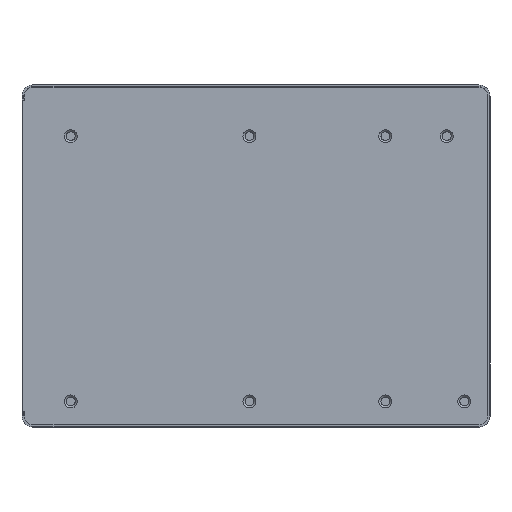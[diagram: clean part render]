
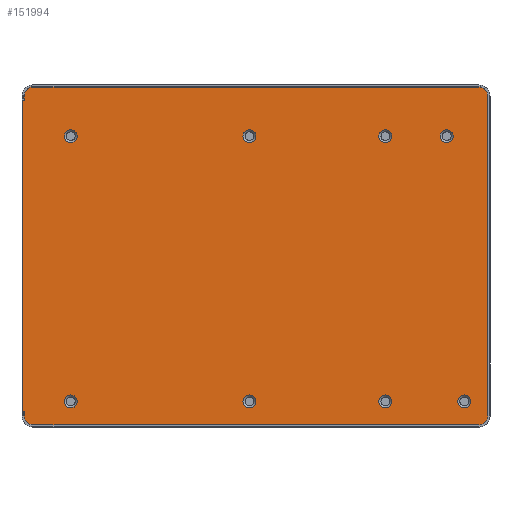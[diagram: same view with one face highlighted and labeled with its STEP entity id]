
A CAD part, top view. The second image highlights one B-rep face of the part: STEP entity #151994.
In plain terms, the highlighted planar face has unit normal (0, 0, 1).
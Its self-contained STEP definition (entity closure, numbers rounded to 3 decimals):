
#147=LINE('',#208193,#21430);
#166=LINE('',#208234,#21449);
#172=LINE('',#208255,#21455);
#177=LINE('',#208265,#21460);
#180=LINE('',#208341,#21463);
#184=LINE('',#208353,#21467);
#189=LINE('',#208370,#21472);
#191=LINE('',#208373,#21474);
#21430=VECTOR('',#169094,14.2);
#21449=VECTOR('',#169131,0.1);
#21455=VECTOR('',#169159,0.1);
#21460=VECTOR('',#169166,0.2);
#21463=VECTOR('',#169257,14.6);
#21467=VECTOR('',#169269,20.34);
#21472=VECTOR('',#169288,20.34);
#21474=VECTOR('',#169292,0.2);
#42736=PLANE('',#160174);
#50442=FACE_BOUND('',#59746,.T.);
#50443=FACE_BOUND('',#59747,.T.);
#50444=FACE_BOUND('',#59748,.T.);
#50445=FACE_BOUND('',#59749,.T.);
#50446=FACE_BOUND('',#59750,.T.);
#50447=FACE_BOUND('',#59751,.T.);
#50448=FACE_BOUND('',#59752,.T.);
#50449=FACE_BOUND('',#59753,.T.);
#51583=FACE_OUTER_BOUND('',#59745,.T.);
#59745=EDGE_LOOP('',(#106073,#106074,#106075,#106076,#106077,#106078,#106079,
#106080,#106081,#106082,#106083,#106084));
#59746=EDGE_LOOP('',(#106085));
#59747=EDGE_LOOP('',(#106086));
#59748=EDGE_LOOP('',(#106087));
#59749=EDGE_LOOP('',(#106088));
#59750=EDGE_LOOP('',(#106089));
#59751=EDGE_LOOP('',(#106090));
#59752=EDGE_LOOP('',(#106091));
#59753=EDGE_LOOP('',(#106092));
#68892=CIRCLE('',#160120,0.295);
#68895=CIRCLE('',#160125,0.295);
#68898=CIRCLE('',#160130,0.295);
#68901=CIRCLE('',#160135,0.295);
#68904=CIRCLE('',#160140,0.295);
#68907=CIRCLE('',#160145,0.295);
#68910=CIRCLE('',#160150,0.295);
#68913=CIRCLE('',#160155,0.295);
#68916=CIRCLE('',#160160,0.4);
#68918=CIRCLE('',#160164,0.4);
#68920=CIRCLE('',#160168,0.4);
#68922=CIRCLE('',#160171,0.4);
#69711=VERTEX_POINT('',#208190);
#69712=VERTEX_POINT('',#208192);
#69724=VERTEX_POINT('',#208231);
#69729=VERTEX_POINT('',#208252);
#69733=VERTEX_POINT('',#208263);
#69734=VERTEX_POINT('',#208267);
#69737=VERTEX_POINT('',#208275);
#69740=VERTEX_POINT('',#208283);
#69743=VERTEX_POINT('',#208291);
#69746=VERTEX_POINT('',#208299);
#69749=VERTEX_POINT('',#208307);
#69752=VERTEX_POINT('',#208315);
#69755=VERTEX_POINT('',#208323);
#69758=VERTEX_POINT('',#208331);
#69759=VERTEX_POINT('',#208332);
#69762=VERTEX_POINT('',#208340);
#69764=VERTEX_POINT('',#208346);
#69766=VERTEX_POINT('',#208352);
#69768=VERTEX_POINT('',#208361);
#69769=VERTEX_POINT('',#208362);
#83786=EDGE_CURVE('',#69711,#69712,#147,.T.);
#83807=EDGE_CURVE('',#69711,#69724,#166,.T.);
#83815=EDGE_CURVE('',#69712,#69729,#172,.T.);
#83820=EDGE_CURVE('',#69733,#69724,#177,.T.);
#83821=EDGE_CURVE('',#69734,#69734,#68892,.T.);
#83824=EDGE_CURVE('',#69737,#69737,#68895,.T.);
#83827=EDGE_CURVE('',#69740,#69740,#68898,.T.);
#83830=EDGE_CURVE('',#69743,#69743,#68901,.T.);
#83833=EDGE_CURVE('',#69746,#69746,#68904,.T.);
#83836=EDGE_CURVE('',#69749,#69749,#68907,.T.);
#83839=EDGE_CURVE('',#69752,#69752,#68910,.T.);
#83842=EDGE_CURVE('',#69755,#69755,#68913,.T.);
#83845=EDGE_CURVE('',#69758,#69759,#68916,.T.);
#83849=EDGE_CURVE('',#69759,#69762,#180,.T.);
#83852=EDGE_CURVE('',#69762,#69764,#68918,.T.);
#83855=EDGE_CURVE('',#69764,#69766,#184,.T.);
#83858=EDGE_CURVE('',#69766,#69733,#68920,.T.);
#83860=EDGE_CURVE('',#69768,#69769,#68922,.T.);
#83864=EDGE_CURVE('',#69769,#69758,#189,.T.);
#83866=EDGE_CURVE('',#69729,#69768,#191,.T.);
#106073=ORIENTED_EDGE('',*,*,#83845,.F.);
#106074=ORIENTED_EDGE('',*,*,#83864,.F.);
#106075=ORIENTED_EDGE('',*,*,#83860,.F.);
#106076=ORIENTED_EDGE('',*,*,#83866,.F.);
#106077=ORIENTED_EDGE('',*,*,#83815,.F.);
#106078=ORIENTED_EDGE('',*,*,#83786,.F.);
#106079=ORIENTED_EDGE('',*,*,#83807,.T.);
#106080=ORIENTED_EDGE('',*,*,#83820,.F.);
#106081=ORIENTED_EDGE('',*,*,#83858,.F.);
#106082=ORIENTED_EDGE('',*,*,#83855,.F.);
#106083=ORIENTED_EDGE('',*,*,#83852,.F.);
#106084=ORIENTED_EDGE('',*,*,#83849,.F.);
#106085=ORIENTED_EDGE('',*,*,#83821,.T.);
#106086=ORIENTED_EDGE('',*,*,#83824,.T.);
#106087=ORIENTED_EDGE('',*,*,#83827,.T.);
#106088=ORIENTED_EDGE('',*,*,#83830,.T.);
#106089=ORIENTED_EDGE('',*,*,#83833,.T.);
#106090=ORIENTED_EDGE('',*,*,#83836,.T.);
#106091=ORIENTED_EDGE('',*,*,#83839,.T.);
#106092=ORIENTED_EDGE('',*,*,#83842,.T.);
#151994=ADVANCED_FACE('',(#51583,#50442,#50443,#50444,#50445,#50446,#50447,
#50448,#50449),#42736,.T.);
#160120=AXIS2_PLACEMENT_3D('',#208268,#169169,#169170);
#160125=AXIS2_PLACEMENT_3D('',#208276,#169179,#169180);
#160130=AXIS2_PLACEMENT_3D('',#208284,#169189,#169190);
#160135=AXIS2_PLACEMENT_3D('',#208292,#169199,#169200);
#160140=AXIS2_PLACEMENT_3D('',#208300,#169209,#169210);
#160145=AXIS2_PLACEMENT_3D('',#208308,#169219,#169220);
#160150=AXIS2_PLACEMENT_3D('',#208316,#169229,#169230);
#160155=AXIS2_PLACEMENT_3D('',#208324,#169239,#169240);
#160160=AXIS2_PLACEMENT_3D('',#208333,#169249,#169250);
#160164=AXIS2_PLACEMENT_3D('',#208347,#169262,#169263);
#160168=AXIS2_PLACEMENT_3D('',#208358,#169274,#169275);
#160171=AXIS2_PLACEMENT_3D('',#208363,#169280,#169281);
#160174=AXIS2_PLACEMENT_3D('',#208372,#169290,#169291);
#169094=DIRECTION('',(0.,1.,0.));
#169131=DIRECTION('',(1.,0.,0.));
#169159=DIRECTION('',(1.,0.,0.));
#169166=DIRECTION('',(0.,1.,0.));
#169169=DIRECTION('center_axis',(0.,0.,
-1.));
#169170=DIRECTION('ref_axis',(0.,-1.,0.));
#169179=DIRECTION('center_axis',(0.,0.,
-1.));
#169180=DIRECTION('ref_axis',(0.,-1.,0.));
#169189=DIRECTION('center_axis',(0.,0.,
-1.));
#169190=DIRECTION('ref_axis',(0.,-1.,0.));
#169199=DIRECTION('center_axis',(0.,0.,
-1.));
#169200=DIRECTION('ref_axis',(0.,-1.,0.));
#169209=DIRECTION('center_axis',(0.,0.,
-1.));
#169210=DIRECTION('ref_axis',(0.,-1.,0.));
#169219=DIRECTION('center_axis',(0.,0.,
-1.));
#169220=DIRECTION('ref_axis',(0.,-1.,0.));
#169229=DIRECTION('center_axis',(0.,0.,
-1.));
#169230=DIRECTION('ref_axis',(0.,-1.,0.));
#169239=DIRECTION('center_axis',(0.,0.,
-1.));
#169240=DIRECTION('ref_axis',(0.,-1.,0.));
#169249=DIRECTION('center_axis',(0.,0.,
-1.));
#169250=DIRECTION('ref_axis',(-1.,0.,0.));
#169257=DIRECTION('',(0.,-1.,0.));
#169262=DIRECTION('center_axis',(0.,0.,
-1.));
#169263=DIRECTION('ref_axis',(0.,1.,0.));
#169269=DIRECTION('',(-1.,0.,0.));
#169274=DIRECTION('center_axis',(0.,0.,
-1.));
#169275=DIRECTION('ref_axis',(1.,0.,0.));
#169280=DIRECTION('center_axis',(0.,0.,
-1.));
#169281=DIRECTION('ref_axis',(0.,-1.,0.));
#169288=DIRECTION('',(1.,0.,0.));
#169290=DIRECTION('center_axis',(0.,0.,
1.));
#169291=DIRECTION('ref_axis',(-1.,0.,0.));
#169292=DIRECTION('',(0.,1.,0.));
#208190=CARTESIAN_POINT('',(-6.572,-4.162,3.115));
#208192=CARTESIAN_POINT('',(-6.572,10.038,3.115));
#208193=CARTESIAN_POINT('',(-6.572,-4.162,3.115));
#208231=CARTESIAN_POINT('',(-6.472,-4.162,3.115));
#208234=CARTESIAN_POINT('',(-6.572,-4.162,3.115));
#208252=CARTESIAN_POINT('',(-6.472,10.038,3.115));
#208255=CARTESIAN_POINT('',(-6.572,10.038,3.115));
#208263=CARTESIAN_POINT('',(-6.472,-4.362,3.115));
#208265=CARTESIAN_POINT('',(-6.472,-4.362,3.115));
#208267=CARTESIAN_POINT('',(10.003,8.103,3.115));
#208268=CARTESIAN_POINT('Origin',(10.003,8.398,3.115));
#208275=CARTESIAN_POINT('',(-4.347,8.103,3.115));
#208276=CARTESIAN_POINT('Origin',(-4.347,8.398,3.115));
#208283=CARTESIAN_POINT('',(3.803,-3.997,3.115));
#208284=CARTESIAN_POINT('Origin',(3.803,-3.702,3.115));
#208291=CARTESIAN_POINT('',(13.603,-3.997,3.115));
#208292=CARTESIAN_POINT('Origin',(13.603,-3.702,3.115));
#208299=CARTESIAN_POINT('',(10.003,-3.997,3.115));
#208300=CARTESIAN_POINT('Origin',(10.003,-3.702,3.115));
#208307=CARTESIAN_POINT('',(3.803,8.103,3.115));
#208308=CARTESIAN_POINT('Origin',(3.803,8.398,3.115));
#208315=CARTESIAN_POINT('',(-4.347,-3.997,3.115));
#208316=CARTESIAN_POINT('Origin',(-4.347,-3.702,3.115));
#208323=CARTESIAN_POINT('',(12.803,8.103,3.115));
#208324=CARTESIAN_POINT('Origin',(12.803,8.398,3.115));
#208331=CARTESIAN_POINT('',(14.268,10.638,3.115));
#208332=CARTESIAN_POINT('',(14.668,10.238,3.115));
#208333=CARTESIAN_POINT('Origin',(14.268,10.238,3.115));
#208340=CARTESIAN_POINT('',(14.668,-4.362,3.115));
#208341=CARTESIAN_POINT('',(14.668,10.238,3.115));
#208346=CARTESIAN_POINT('',(14.268,-4.762,3.115));
#208347=CARTESIAN_POINT('Origin',(14.268,-4.362,3.115));
#208352=CARTESIAN_POINT('',(-6.072,-4.762,3.115));
#208353=CARTESIAN_POINT('',(14.268,-4.762,3.115));
#208358=CARTESIAN_POINT('Origin',(-6.072,-4.362,3.115));
#208361=CARTESIAN_POINT('',(-6.472,10.238,3.115));
#208362=CARTESIAN_POINT('',(-6.072,10.638,3.115));
#208363=CARTESIAN_POINT('Origin',(-6.072,10.238,3.115));
#208370=CARTESIAN_POINT('',(-6.072,10.638,3.115));
#208372=CARTESIAN_POINT('Origin',(4.098,2.938,3.115));
#208373=CARTESIAN_POINT('',(-6.472,-4.362,3.115));
